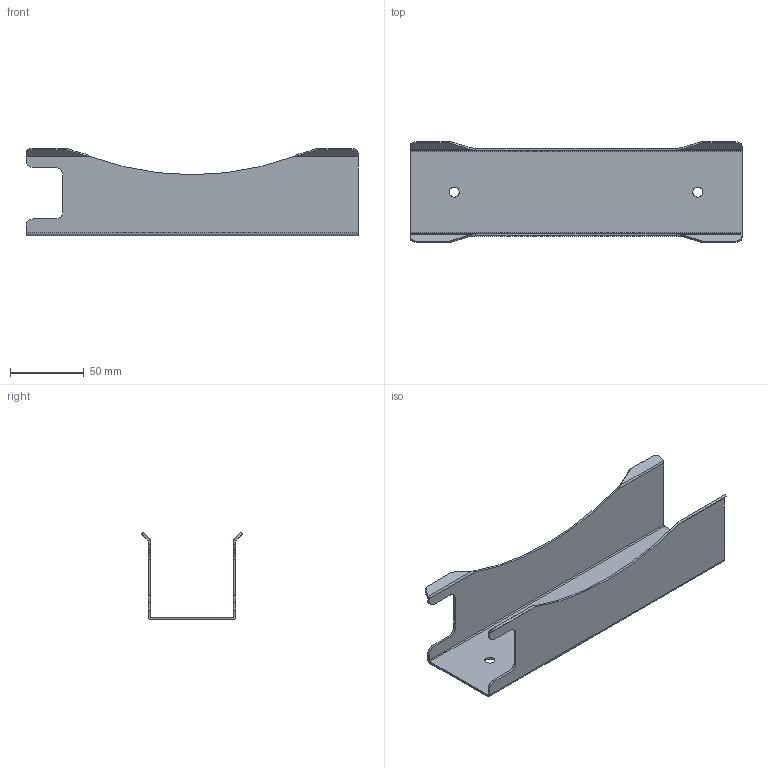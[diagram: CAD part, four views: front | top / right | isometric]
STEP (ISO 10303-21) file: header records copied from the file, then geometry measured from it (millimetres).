
FILE_DESCRIPTION(/* description */ ('Unknown'),/* implementation_level */ '2;1');
FILE_NAME(/* name */ '040002055',/* time_stamp */ '2016-07-11T08:28:53+02:00',/* author */ ('Unknown'),/* organization */ ('Unknown'),/* preprocessor_version */ 'ST-DEVELOPER v16.7',/* originating_system */ 'DEX',/* authorisation */ $);
FILE_SCHEMA (('AUTOMOTIVE_DESIGN {1 0 10303 214 3 1 1}'));
Length unit declared in the file: millimetre
Products named in the file (1): 04-2055_Wandhalterung_ABW
Bounding box: 225 x 68.69 x 59.5 mm (x, y, z)
Volume: 50277.2 mm3; surface area: 68434.9 mm2
Topology: 1 solids, 1 shells, 68 faces, 184 edges, 118 vertices
Faces by surface type: cylinder 36, plane 28, bspline 4
Full cylindrical faces by diameter (mm): 6.8 x2
Entity records: 2222 total; most frequent: CARTESIAN_POINT 465, DIRECTION 366, ORIENTED_EDGE 360, EDGE_CURVE 180, AXIS2_PLACEMENT_3D 129, VERTEX_POINT 116, LINE 108, VECTOR 108
